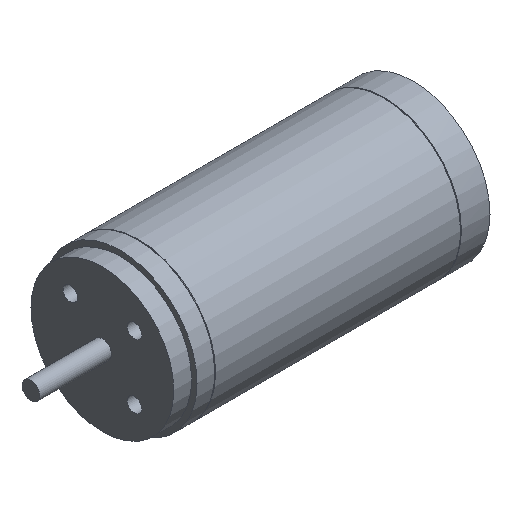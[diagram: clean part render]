
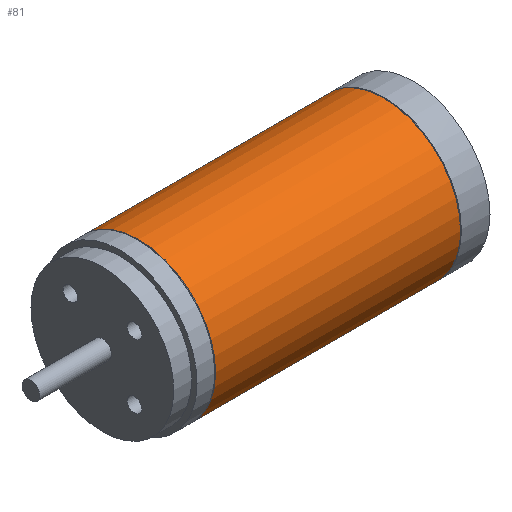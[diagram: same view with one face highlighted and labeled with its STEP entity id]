
A CAD part, isometric view. The second image highlights one B-rep face of the part: STEP entity #81.
In plain terms, the highlighted cylindrical face has radius 21.5 mm (diameter 43 mm), a full revolution.
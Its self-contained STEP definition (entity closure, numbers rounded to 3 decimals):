
#81 = ADVANCED_FACE( '', ( #182, #183 ), #184, .T. );
#182 = FACE_OUTER_BOUND( '', #315, .T. );
#183 = FACE_OUTER_BOUND( '', #316, .T. );
#184 = CYLINDRICAL_SURFACE( '', #317, 21.5 );
#315 = EDGE_LOOP( '', ( #448 ) );
#316 = EDGE_LOOP( '', ( #449 ) );
#317 = AXIS2_PLACEMENT_3D( '', #450, #451, #452 );
#448 = ORIENTED_EDGE( '', *, *, #600, .F. );
#449 = ORIENTED_EDGE( '', *, *, #597, .T. );
#450 = CARTESIAN_POINT( '', ( 0., 0., 0. ) );
#451 = DIRECTION( '', ( 1., 0., 0. ) );
#452 = DIRECTION( '', ( 0., 0., 1. ) );
#597 = EDGE_CURVE( '', #665, #665, #666, .T. );
#600 = EDGE_CURVE( '', #670, #670, #671, .T. );
#665 = VERTEX_POINT( '', #777 );
#666 = CIRCLE( '', #778, 21.5 );
#670 = VERTEX_POINT( '', #782 );
#671 = CIRCLE( '', #783, 21.5 );
#777 = CARTESIAN_POINT( '', ( 98.8, 0., 21.5 ) );
#778 = AXIS2_PLACEMENT_3D( '', #888, #889, #890 );
#782 = CARTESIAN_POINT( '', ( 30.2, 0., 21.5 ) );
#783 = AXIS2_PLACEMENT_3D( '', #894, #895, #896 );
#888 = CARTESIAN_POINT( '', ( 98.8, 0., 0. ) );
#889 = DIRECTION( '', ( -1., 0., 0. ) );
#890 = DIRECTION( '', ( 0., 0., 1. ) );
#894 = CARTESIAN_POINT( '', ( 30.2, 0., 0. ) );
#895 = DIRECTION( '', ( -1., 0., 0. ) );
#896 = DIRECTION( '', ( 0., 0., 1. ) );
